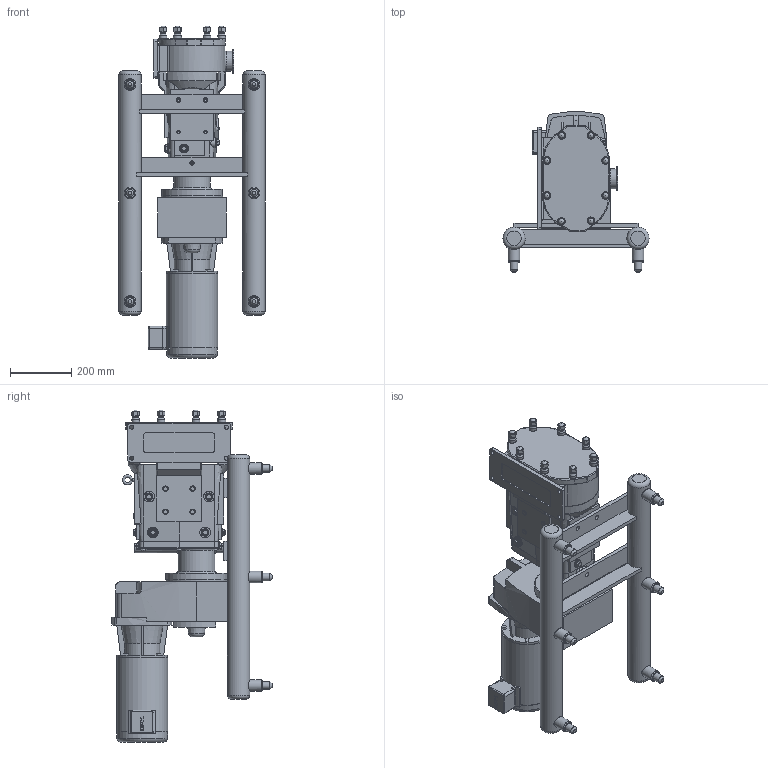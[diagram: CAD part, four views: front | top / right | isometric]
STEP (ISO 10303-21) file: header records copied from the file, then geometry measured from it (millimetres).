
FILE_DESCRIPTION(/* description */ (''),/* implementation_level */ '2;1');
FILE_NAME(/* name */ 'U3_064U3_145TC_(2.53 x 9.09)x2.5_S-Line_1.5HP_LH_SM.stp',/* time_stamp */ '2021-05-24T19:10:32+06:00',/* author */ ('trtmhr'),/* organization */ (''),/* preprocessor_version */ 'ST-DEVELOPER v18.1',/* originating_system */ 'Autodesk Inventor 2020',/* authorisation */ '');
FILE_SCHEMA (('AUTOMOTIVE_DESIGN { 1 0 10303 214 3 1 1 }'));
Length unit declared in the file: inch
Products named in the file (1): U3_064U3_145TC_(2.53 x 9.09)x2.5_S-Line_1.5HP_LH_SM
Bounding box: 479.43 x 524.67 x 1087.93 mm (x, y, z)
Volume: 49354515.1 mm3; surface area: 1914950.1 mm2
Topology: 2 solids, 2 shells, 1011 faces, 2767 edges, 1828 vertices
Faces by surface type: plane 500, cylinder 297, torus 72, cone 68, bspline 62, sphere 12
Full cylindrical faces by diameter (mm): 7.62 x2, 7.798 x1, 10.719 x4, 13.487 x4, 14.3 x3, 15.24 x1, 19.05 x8, 23.876 x3, 25.4 x19, 29.21 x2, 31.75 x3, 35.052 x6, 38.1 x6, 63.5 x1, 65.761 x1, 65.786 x1, 66.777 x1, 77.495 x1, 120.65 x1, 165.989 x1, 166.116 x1, 168.402 x1, 200 x1, 200.152 x1
Entity records: 34139 total; most frequent: CARTESIAN_POINT 8167, ORIENTED_EDGE 5496, DIRECTION 5448, EDGE_CURVE 2748, AXIS2_PLACEMENT_3D 2054, VERTEX_POINT 1828, LINE 1340, VECTOR 1340
